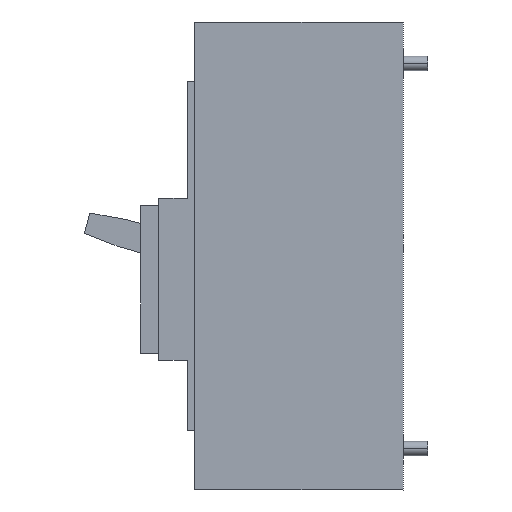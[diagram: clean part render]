
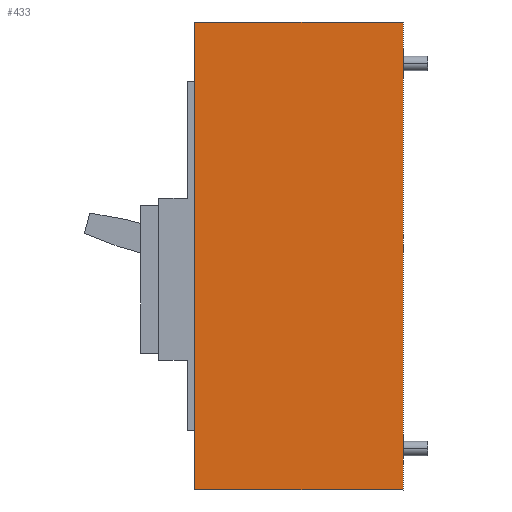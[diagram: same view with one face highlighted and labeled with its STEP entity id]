
A CAD part, left-side view. The second image highlights one B-rep face of the part: STEP entity #433.
In plain terms, the highlighted planar face has unit normal (-1, 0, 0).
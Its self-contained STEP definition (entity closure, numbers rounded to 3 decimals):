
#397=AXIS2_PLACEMENT_3D('Plane Axis2P3D',#394,#395,#396) ;
#394=CARTESIAN_POINT('Axis2P3D Location',(-37.9,0.,0.)) ;
#399=CARTESIAN_POINT('Line Origine',(-37.9,29.,-65.)) ;
#403=CARTESIAN_POINT('Vertex',(-37.9,0.,-65.)) ;
#405=CARTESIAN_POINT('Vertex',(-37.9,58.,-65.)) ;
#408=CARTESIAN_POINT('Line Origine',(-37.9,0.,0.)) ;
#412=CARTESIAN_POINT('Vertex',(-37.9,0.,65.)) ;
#415=CARTESIAN_POINT('Line Origine',(-37.9,29.,65.)) ;
#419=CARTESIAN_POINT('Vertex',(-37.9,58.,65.)) ;
#422=CARTESIAN_POINT('Line Origine',(-37.9,58.,0.)) ;
#395=DIRECTION('Axis2P3D Direction',(1.,0.,0.)) ;
#396=DIRECTION('Axis2P3D XDirection',(0.,1.,0.)) ;
#400=DIRECTION('Vector Direction',(0.,1.,0.)) ;
#409=DIRECTION('Vector Direction',(0.,0.,1.)) ;
#416=DIRECTION('Vector Direction',(0.,1.,0.)) ;
#423=DIRECTION('Vector Direction',(0.,0.,1.)) ;
#401=VECTOR('Line Direction',#400,1.) ;
#410=VECTOR('Line Direction',#409,1.) ;
#417=VECTOR('Line Direction',#416,1.) ;
#424=VECTOR('Line Direction',#423,1.) ;
#428=ORIENTED_EDGE('',*,*,#407,.F.) ;
#429=ORIENTED_EDGE('',*,*,#414,.F.) ;
#430=ORIENTED_EDGE('',*,*,#421,.F.) ;
#431=ORIENTED_EDGE('',*,*,#426,.F.) ;
#433=ADVANCED_FACE('Interruttore base',(#432),#398,.F.) ;
#407=EDGE_CURVE('',#404,#406,#402,.T.) ;
#414=EDGE_CURVE('',#413,#404,#411,.F.) ;
#421=EDGE_CURVE('',#420,#413,#418,.F.) ;
#426=EDGE_CURVE('',#406,#420,#425,.T.) ;
#427=EDGE_LOOP('',(#428,#429,#430,#431)) ;
#432=FACE_OUTER_BOUND('',#427,.T.) ;
#402=LINE('Line',#399,#401) ;
#411=LINE('Line',#408,#410) ;
#418=LINE('Line',#415,#417) ;
#425=LINE('Line',#422,#424) ;
#398=PLANE('',#397) ;
#404=VERTEX_POINT('',#403) ;
#406=VERTEX_POINT('',#405) ;
#413=VERTEX_POINT('',#412) ;
#420=VERTEX_POINT('',#419) ;
